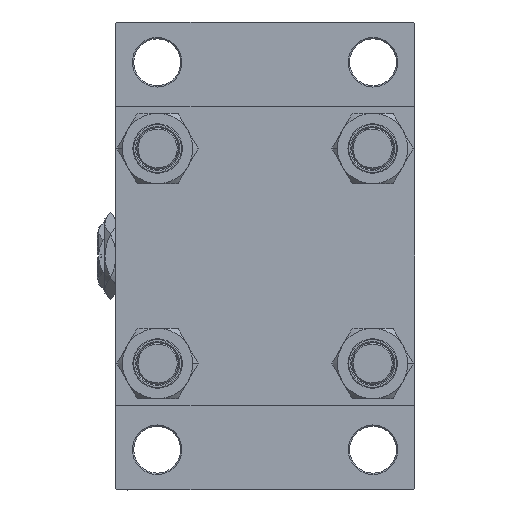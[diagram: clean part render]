
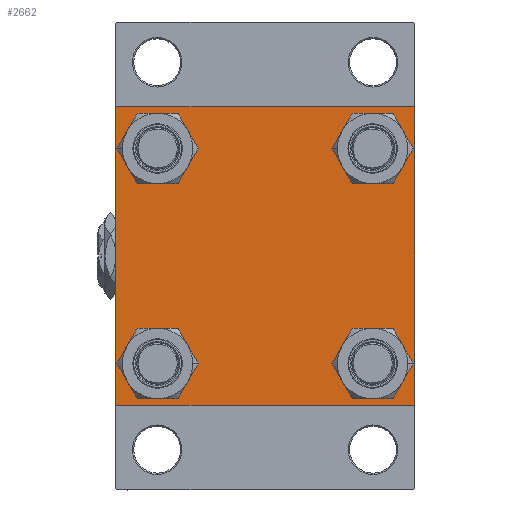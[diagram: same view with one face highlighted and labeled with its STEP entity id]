
A CAD part, left-side view. The second image highlights one B-rep face of the part: STEP entity #2662.
In plain terms, the highlighted planar face has unit normal (-1, 0, 0).
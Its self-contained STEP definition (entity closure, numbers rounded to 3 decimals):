
#160 = CARTESIAN_POINT ( 'NONE',  ( 0., -41.35, 41.35 ) ) ;
#360 = CARTESIAN_POINT ( 'NONE',  ( 0., 57.25, 57.25 ) ) ;
#479 = DIRECTION ( 'NONE',  ( 0., -1., 0. ) ) ;
#610 = CARTESIAN_POINT ( 'NONE',  ( 0., -57.5, -57. ) ) ;
#746 = VERTEX_POINT ( 'NONE', #6931 ) ;
#1651 = EDGE_CURVE ( 'NONE', #746, #44309, #42270, .T. ) ;
#1831 = ORIENTED_EDGE ( 'NONE', *, *, #35990, .T. ) ;
#2279 = CARTESIAN_POINT ( 'NONE',  ( 0., -41.35, -49.85 ) ) ;
#2662 = ADVANCED_FACE ( 'NONE', ( #43965, #47991, #31644, #8993, #5444 ), #40192, .T. ) ;
#2718 = LINE ( 'NONE', #37470, #22632 ) ;
#2749 = CARTESIAN_POINT ( 'NONE',  ( 0., -41.35, 41.35 ) ) ;
#4248 = LINE ( 'NONE', #43262, #19409 ) ;
#4304 = EDGE_LOOP ( 'NONE', ( #10893, #31036 ) ) ;
#4707 = DIRECTION ( 'NONE',  ( 1., 0., 0. ) ) ;
#4960 = DIRECTION ( 'NONE',  ( 0., 0., 1. ) ) ;
#5444 = FACE_OUTER_BOUND ( 'NONE', #30432, .T. ) ;
#5564 = EDGE_CURVE ( 'NONE', #24550, #44193, #35574, .T. ) ;
#5737 = AXIS2_PLACEMENT_3D ( 'NONE', #35175, #4707, #28123 ) ;
#5806 = CARTESIAN_POINT ( 'NONE',  ( 0., -41.35, -32.85 ) ) ;
#6615 = EDGE_LOOP ( 'NONE', ( #7163, #20610 ) ) ;
#6931 = CARTESIAN_POINT ( 'NONE',  ( 0., 41.35, 32.85 ) ) ;
#6986 = DIRECTION ( 'NONE',  ( 0., 0., 1. ) ) ;
#7163 = ORIENTED_EDGE ( 'NONE', *, *, #48737, .T. ) ;
#7199 = VECTOR ( 'NONE', #479, 1000. ) ;
#7236 = DIRECTION ( 'NONE',  ( 1., 0., 0. ) ) ;
#7311 = CIRCLE ( 'NONE', #8131, 8.5 ) ;
#7319 = DIRECTION ( 'NONE',  ( 0., 0., -1. ) ) ;
#8131 = AXIS2_PLACEMENT_3D ( 'NONE', #42092, #41842, #42567 ) ;
#8529 = AXIS2_PLACEMENT_3D ( 'NONE', #49301, #30172, #45517 ) ;
#8993 = FACE_BOUND ( 'NONE', #44155, .T. ) ;
#9073 = EDGE_CURVE ( 'NONE', #45326, #24550, #27690, .T. ) ;
#9349 = AXIS2_PLACEMENT_3D ( 'NONE', #160, #7236, #6986 ) ;
#9574 = VERTEX_POINT ( 'NONE', #37152 ) ;
#9684 = EDGE_CURVE ( 'NONE', #49566, #10243, #38150, .T. ) ;
#10015 = VERTEX_POINT ( 'NONE', #31102 ) ;
#10243 = VERTEX_POINT ( 'NONE', #40394 ) ;
#10284 = DIRECTION ( 'NONE',  ( 0., 0., 1. ) ) ;
#10286 = VECTOR ( 'NONE', #47148, 1000. ) ;
#10893 = ORIENTED_EDGE ( 'NONE', *, *, #21973, .T. ) ;
#10953 = VERTEX_POINT ( 'NONE', #19075 ) ;
#11639 = ORIENTED_EDGE ( 'NONE', *, *, #1651, .T. ) ;
#12006 = VERTEX_POINT ( 'NONE', #13482 ) ;
#13473 = ORIENTED_EDGE ( 'NONE', *, *, #41566, .F. ) ;
#13482 = CARTESIAN_POINT ( 'NONE',  ( 0., 41.35, -32.85 ) ) ;
#14174 = EDGE_CURVE ( 'NONE', #10243, #9574, #38260, .T. ) ;
#14622 = VERTEX_POINT ( 'NONE', #43664 ) ;
#14909 = CARTESIAN_POINT ( 'NONE',  ( 0., 57., 57.5 ) ) ;
#15602 = VERTEX_POINT ( 'NONE', #2279 ) ;
#15628 = CARTESIAN_POINT ( 'NONE',  ( 0., 57.5, -57.5 ) ) ;
#15938 = CARTESIAN_POINT ( 'NONE',  ( 0., 41.35, -41.35 ) ) ;
#16100 = DIRECTION ( 'NONE',  ( 0., 0., -1. ) ) ;
#16135 = DIRECTION ( 'NONE',  ( 0., -0.707, -0.707 ) ) ;
#16229 = AXIS2_PLACEMENT_3D ( 'NONE', #2749, #48088, #28970 ) ;
#16950 = CARTESIAN_POINT ( 'NONE',  ( 0., -57.25, -57.25 ) ) ;
#18354 = LINE ( 'NONE', #33691, #37982 ) ;
#18633 = EDGE_CURVE ( 'NONE', #9574, #45326, #43048, .T. ) ;
#19028 = ORIENTED_EDGE ( 'NONE', *, *, #32125, .T. ) ;
#19075 = CARTESIAN_POINT ( 'NONE',  ( 0., -57.5, 57. ) ) ;
#19409 = VECTOR ( 'NONE', #16100, 1000. ) ;
#19782 = DIRECTION ( 'NONE',  ( 0., 0.707, -0.707 ) ) ;
#20610 = ORIENTED_EDGE ( 'NONE', *, *, #20905, .T. ) ;
#20905 = EDGE_CURVE ( 'NONE', #14622, #30335, #49556, .T. ) ;
#21973 = EDGE_CURVE ( 'NONE', #41169, #15602, #24673, .T. ) ;
#22121 = CARTESIAN_POINT ( 'NONE',  ( 0., -41.35, -41.35 ) ) ;
#22136 = CARTESIAN_POINT ( 'NONE',  ( 0., 41.35, 41.35 ) ) ;
#22517 = VECTOR ( 'NONE', #7319, 1000. ) ;
#22632 = VECTOR ( 'NONE', #33454, 1000. ) ;
#24550 = VERTEX_POINT ( 'NONE', #25109 ) ;
#24673 = CIRCLE ( 'NONE', #44780, 8.5 ) ;
#25109 = CARTESIAN_POINT ( 'NONE',  ( 0., -57., -57.5 ) ) ;
#25346 = VECTOR ( 'NONE', #16135, 1000. ) ;
#26504 = VECTOR ( 'NONE', #19782, 1000. ) ;
#27461 = CIRCLE ( 'NONE', #5737, 8.5 ) ;
#27462 = AXIS2_PLACEMENT_3D ( 'NONE', #15938, #49666, #45903 ) ;
#27690 = LINE ( 'NONE', #15628, #7199 ) ;
#28123 = DIRECTION ( 'NONE',  ( 0., 0., 1. ) ) ;
#28970 = DIRECTION ( 'NONE',  ( 0., 0., 1. ) ) ;
#30025 = ORIENTED_EDGE ( 'NONE', *, *, #46338, .T. ) ;
#30172 = DIRECTION ( 'NONE',  ( 1., 0., 0. ) ) ;
#30335 = VERTEX_POINT ( 'NONE', #49165 ) ;
#30400 = ORIENTED_EDGE ( 'NONE', *, *, #36501, .T. ) ;
#30432 = EDGE_LOOP ( 'NONE', ( #44363, #45609, #35893, #42384, #46174, #1831, #13473, #48525 ) ) ;
#31036 = ORIENTED_EDGE ( 'NONE', *, *, #40264, .T. ) ;
#31102 = CARTESIAN_POINT ( 'NONE',  ( 0., -57., 57.5 ) ) ;
#31644 = FACE_BOUND ( 'NONE', #41101, .T. ) ;
#32125 = EDGE_CURVE ( 'NONE', #44309, #746, #33751, .T. ) ;
#33454 = DIRECTION ( 'NONE',  ( 0., 0.707, 0.707 ) ) ;
#33691 = CARTESIAN_POINT ( 'NONE',  ( 0., 57.5, 57.5 ) ) ;
#33751 = CIRCLE ( 'NONE', #41800, 8.5 ) ;
#34177 = DIRECTION ( 'NONE',  ( 1., 0., 0. ) ) ;
#35175 = CARTESIAN_POINT ( 'NONE',  ( 0., -41.35, -41.35 ) ) ;
#35244 = CARTESIAN_POINT ( 'NONE',  ( 0., 57.25, -57.25 ) ) ;
#35392 = CIRCLE ( 'NONE', #16229, 8.5 ) ;
#35497 = CIRCLE ( 'NONE', #27462, 8.5 ) ;
#35574 = LINE ( 'NONE', #16950, #10286 ) ;
#35893 = ORIENTED_EDGE ( 'NONE', *, *, #9073, .T. ) ;
#35990 = EDGE_CURVE ( 'NONE', #10953, #10015, #2718, .T. ) ;
#36501 = EDGE_CURVE ( 'NONE', #12006, #40071, #35497, .T. ) ;
#37152 = CARTESIAN_POINT ( 'NONE',  ( 0., 57.5, -57. ) ) ;
#37470 = CARTESIAN_POINT ( 'NONE',  ( 0., -57.25, 57.25 ) ) ;
#37982 = VECTOR ( 'NONE', #49044, 1000. ) ;
#38150 = LINE ( 'NONE', #360, #26504 ) ;
#38260 = LINE ( 'NONE', #45829, #22517 ) ;
#39447 = DIRECTION ( 'NONE',  ( -1., 0., 0. ) ) ;
#40071 = VERTEX_POINT ( 'NONE', #42011 ) ;
#40192 = PLANE ( 'NONE',  #49561 ) ;
#40264 = EDGE_CURVE ( 'NONE', #15602, #41169, #27461, .T. ) ;
#40394 = CARTESIAN_POINT ( 'NONE',  ( 0., 57.5, 57. ) ) ;
#41101 = EDGE_LOOP ( 'NONE', ( #30400, #30025 ) ) ;
#41169 = VERTEX_POINT ( 'NONE', #5806 ) ;
#41566 = EDGE_CURVE ( 'NONE', #49566, #10015, #18354, .T. ) ;
#41579 = CARTESIAN_POINT ( 'NONE',  ( 0., 57., -57.5 ) ) ;
#41800 = AXIS2_PLACEMENT_3D ( 'NONE', #22136, #44771, #10284 ) ;
#41842 = DIRECTION ( 'NONE',  ( 1., 0., 0. ) ) ;
#42011 = CARTESIAN_POINT ( 'NONE',  ( 0., 41.35, -49.85 ) ) ;
#42092 = CARTESIAN_POINT ( 'NONE',  ( 0., 41.35, -41.35 ) ) ;
#42270 = CIRCLE ( 'NONE', #8529, 8.5 ) ;
#42384 = ORIENTED_EDGE ( 'NONE', *, *, #5564, .T. ) ;
#42567 = DIRECTION ( 'NONE',  ( 0., 0., 1. ) ) ;
#43048 = LINE ( 'NONE', #35244, #25346 ) ;
#43262 = CARTESIAN_POINT ( 'NONE',  ( 0., -57.5, 57.5 ) ) ;
#43664 = CARTESIAN_POINT ( 'NONE',  ( 0., -41.35, 32.85 ) ) ;
#43965 = FACE_BOUND ( 'NONE', #6615, .T. ) ;
#44155 = EDGE_LOOP ( 'NONE', ( #19028, #11639 ) ) ;
#44193 = VERTEX_POINT ( 'NONE', #610 ) ;
#44309 = VERTEX_POINT ( 'NONE', #45104 ) ;
#44363 = ORIENTED_EDGE ( 'NONE', *, *, #14174, .T. ) ;
#44771 = DIRECTION ( 'NONE',  ( 1., 0., 0. ) ) ;
#44780 = AXIS2_PLACEMENT_3D ( 'NONE', #22121, #34177, #49527 ) ;
#45104 = CARTESIAN_POINT ( 'NONE',  ( 0., 41.35, 49.85 ) ) ;
#45326 = VERTEX_POINT ( 'NONE', #41579 ) ;
#45517 = DIRECTION ( 'NONE',  ( 0., 0., 1. ) ) ;
#45609 = ORIENTED_EDGE ( 'NONE', *, *, #18633, .T. ) ;
#45829 = CARTESIAN_POINT ( 'NONE',  ( 0., 57.5, 57.5 ) ) ;
#45903 = DIRECTION ( 'NONE',  ( 0., 0., 1. ) ) ;
#46174 = ORIENTED_EDGE ( 'NONE', *, *, #49066, .F. ) ;
#46338 = EDGE_CURVE ( 'NONE', #40071, #12006, #7311, .T. ) ;
#47008 = CARTESIAN_POINT ( 'NONE',  ( 0., 0., 0. ) ) ;
#47148 = DIRECTION ( 'NONE',  ( 0., -0.707, 0.707 ) ) ;
#47991 = FACE_BOUND ( 'NONE', #4304, .T. ) ;
#48088 = DIRECTION ( 'NONE',  ( 1., 0., 0. ) ) ;
#48525 = ORIENTED_EDGE ( 'NONE', *, *, #9684, .T. ) ;
#48737 = EDGE_CURVE ( 'NONE', #30335, #14622, #35392, .T. ) ;
#49044 = DIRECTION ( 'NONE',  ( 0., -1., 0. ) ) ;
#49066 = EDGE_CURVE ( 'NONE', #10953, #44193, #4248, .T. ) ;
#49165 = CARTESIAN_POINT ( 'NONE',  ( 0., -41.35, 49.85 ) ) ;
#49301 = CARTESIAN_POINT ( 'NONE',  ( 0., 41.35, 41.35 ) ) ;
#49527 = DIRECTION ( 'NONE',  ( 0., 0., 1. ) ) ;
#49556 = CIRCLE ( 'NONE', #9349, 8.5 ) ;
#49561 = AXIS2_PLACEMENT_3D ( 'NONE', #47008, #39447, #4960 ) ;
#49566 = VERTEX_POINT ( 'NONE', #14909 ) ;
#49666 = DIRECTION ( 'NONE',  ( 1., 0., 0. ) ) ;
